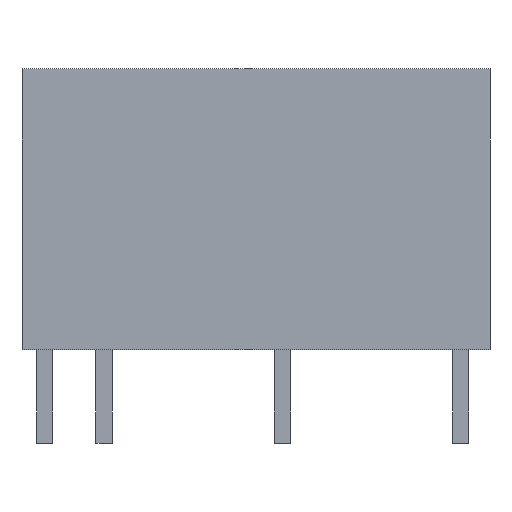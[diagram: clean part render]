
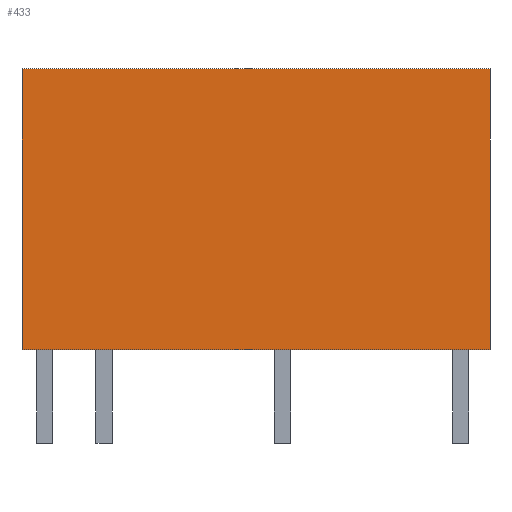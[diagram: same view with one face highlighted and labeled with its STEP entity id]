
A CAD part, front view. The second image highlights one B-rep face of the part: STEP entity #433.
In plain terms, the highlighted planar face has unit normal (0, -1, 0).
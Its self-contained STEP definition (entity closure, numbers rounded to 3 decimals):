
#105 = VERTEX_POINT ( 'NONE', #4744 ) ;
#307 = VECTOR ( 'NONE', #13110, 1000. ) ;
#433 = ADVANCED_FACE ( 'NONE', ( #12563 ), #1821, .F. ) ;
#1556 = CARTESIAN_POINT ( 'NONE',  ( 10., -2.5, 12. ) ) ;
#1787 = VERTEX_POINT ( 'NONE', #1556 ) ;
#1821 = PLANE ( 'NONE',  #3964 ) ;
#1831 = ORIENTED_EDGE ( 'NONE', *, *, #12432, .F. ) ;
#2173 = DIRECTION ( 'NONE',  ( 0., 0., -1. ) ) ;
#2292 = LINE ( 'NONE', #8788, #307 ) ;
#2824 = ORIENTED_EDGE ( 'NONE', *, *, #3662, .T. ) ;
#3033 = CARTESIAN_POINT ( 'NONE',  ( -10., -2.5, 12. ) ) ;
#3523 = CARTESIAN_POINT ( 'NONE',  ( -10., -2.5, 0. ) ) ;
#3625 = VERTEX_POINT ( 'NONE', #3523 ) ;
#3648 = LINE ( 'NONE', #12384, #8010 ) ;
#3662 = EDGE_CURVE ( 'NONE', #6768, #3625, #6638, .T. ) ;
#3964 = AXIS2_PLACEMENT_3D ( 'NONE', #3033, #13757, #9501 ) ;
#4744 = CARTESIAN_POINT ( 'NONE',  ( 10., -2.5, 0. ) ) ;
#5138 = EDGE_LOOP ( 'NONE', ( #6256, #9163, #1831, #2824 ) ) ;
#6256 = ORIENTED_EDGE ( 'NONE', *, *, #7709, .T. ) ;
#6419 = VECTOR ( 'NONE', #2173, 1000. ) ;
#6638 = LINE ( 'NONE', #7587, #6419 ) ;
#6768 = VERTEX_POINT ( 'NONE', #9633 ) ;
#6936 = CARTESIAN_POINT ( 'NONE',  ( -10., -2.5, 12. ) ) ;
#7587 = CARTESIAN_POINT ( 'NONE',  ( -10., -2.5, 12. ) ) ;
#7589 = VECTOR ( 'NONE', #7944, 1000. ) ;
#7709 = EDGE_CURVE ( 'NONE', #3625, #105, #2292, .T. ) ;
#7944 = DIRECTION ( 'NONE',  ( 1., 0., 0. ) ) ;
#8010 = VECTOR ( 'NONE', #11257, 1000. ) ;
#8788 = CARTESIAN_POINT ( 'NONE',  ( -10., -2.5, 0. ) ) ;
#9163 = ORIENTED_EDGE ( 'NONE', *, *, #9304, .F. ) ;
#9304 = EDGE_CURVE ( 'NONE', #1787, #105, #3648, .T. ) ;
#9501 = DIRECTION ( 'NONE',  ( 0., 0., 1. ) ) ;
#9633 = CARTESIAN_POINT ( 'NONE',  ( -10., -2.5, 12. ) ) ;
#11257 = DIRECTION ( 'NONE',  ( 0., 0., -1. ) ) ;
#12384 = CARTESIAN_POINT ( 'NONE',  ( 10., -2.5, 12. ) ) ;
#12432 = EDGE_CURVE ( 'NONE', #6768, #1787, #13319, .T. ) ;
#12563 = FACE_OUTER_BOUND ( 'NONE', #5138, .T. ) ;
#13110 = DIRECTION ( 'NONE',  ( 1., 0., 0. ) ) ;
#13319 = LINE ( 'NONE', #6936, #7589 ) ;
#13757 = DIRECTION ( 'NONE',  ( 0., 1., 0. ) ) ;
